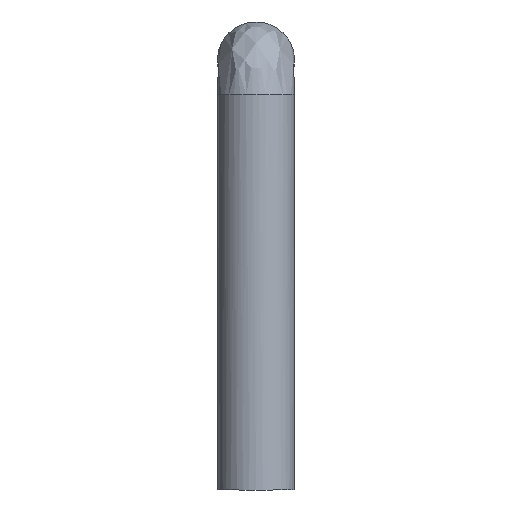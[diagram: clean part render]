
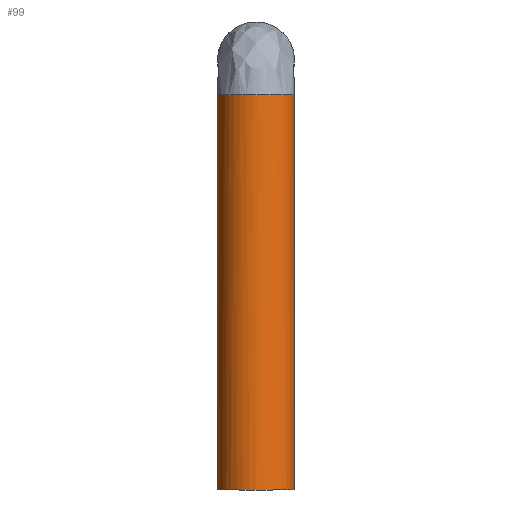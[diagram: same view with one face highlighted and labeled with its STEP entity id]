
A CAD part, left-side view. The second image highlights one B-rep face of the part: STEP entity #99.
In plain terms, the highlighted cylindrical face has radius 0.225 mm (diameter 0.45 mm), a full revolution.
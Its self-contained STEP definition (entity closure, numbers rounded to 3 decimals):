
#19=FACE_OUTER_BOUND('',#26,.T.);
#26=EDGE_LOOP('',(#70,#71,#72,#73,#74,#75));
#33=ELLIPSE('',#122,0.318,0.225);
#34=ELLIPSE('',#124,0.318,0.225);
#37=LINE('',#175,#40);
#40=VECTOR('',#141,0.225);
#43=CIRCLE('',#121,0.225);
#44=CIRCLE('',#123,0.225);
#49=VERTEX_POINT('',#172);
#50=VERTEX_POINT('',#174);
#51=VERTEX_POINT('',#176);
#52=VERTEX_POINT('',#178);
#57=EDGE_CURVE('',#49,#49,#43,.T.);
#58=EDGE_CURVE('',#49,#50,#37,.T.);
#59=EDGE_CURVE('',#51,#50,#33,.T.);
#60=EDGE_CURVE('',#51,#52,#44,.T.);
#61=EDGE_CURVE('',#50,#52,#34,.T.);
#70=ORIENTED_EDGE('',*,*,#57,.F.);
#71=ORIENTED_EDGE('',*,*,#58,.T.);
#72=ORIENTED_EDGE('',*,*,#59,.F.);
#73=ORIENTED_EDGE('',*,*,#60,.T.);
#74=ORIENTED_EDGE('',*,*,#61,.F.);
#75=ORIENTED_EDGE('',*,*,#58,.F.);
#96=CYLINDRICAL_SURFACE('',#120,0.225);
#99=ADVANCED_FACE('',(#19),#96,.T.);
#120=AXIS2_PLACEMENT_3D('',#171,#137,#138);
#121=AXIS2_PLACEMENT_3D('',#173,#139,#140);
#122=AXIS2_PLACEMENT_3D('',#177,#142,#143);
#123=AXIS2_PLACEMENT_3D('',#179,#144,#145);
#124=AXIS2_PLACEMENT_3D('',#180,#146,#147);
#137=DIRECTION('center_axis',(0.,0.,-1.));
#138=DIRECTION('ref_axis',(-1.,0.,0.));
#139=DIRECTION('center_axis',(0.,0.,-1.));
#140=DIRECTION('ref_axis',(-1.,0.,0.));
#141=DIRECTION('',(0.,0.,1.));
#142=DIRECTION('center_axis',(0.707,0.,0.707));
#143=DIRECTION('ref_axis',(-0.707,0.,0.707));
#144=DIRECTION('center_axis',(0.,0.,-1.));
#145=DIRECTION('ref_axis',(-1.,0.,0.));
#146=DIRECTION('center_axis',(0.707,0.,0.707));
#147=DIRECTION('ref_axis',(-0.707,0.,0.707));
#171=CARTESIAN_POINT('Origin',(0.,0.,2.3));
#172=CARTESIAN_POINT('',(0.225,0.,0.));
#173=CARTESIAN_POINT('Origin',(0.,0.,0.));
#174=CARTESIAN_POINT('',(0.225,0.,2.275));
#175=CARTESIAN_POINT('',(0.225,0.,2.3));
#176=CARTESIAN_POINT('',(0.2,-0.103,2.3));
#177=CARTESIAN_POINT('Origin',(0.,0.,2.5));
#178=CARTESIAN_POINT('',(0.2,0.103,2.3));
#179=CARTESIAN_POINT('Origin',(0.,0.,2.3));
#180=CARTESIAN_POINT('Origin',(0.,0.,2.5));
